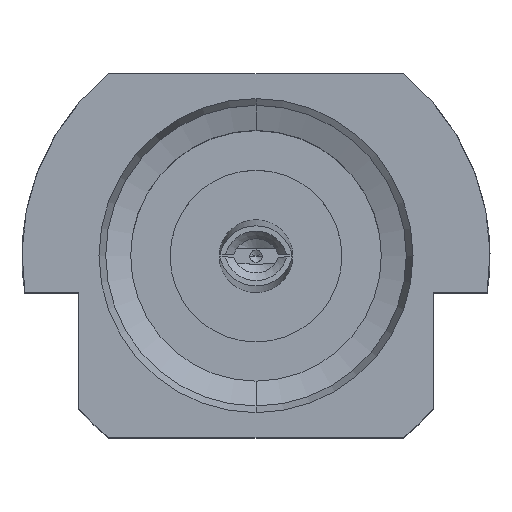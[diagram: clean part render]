
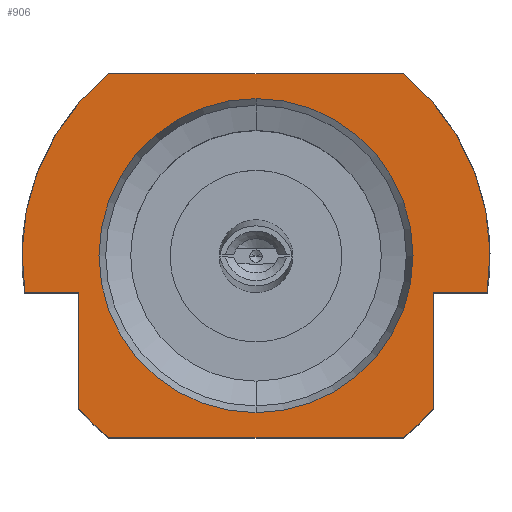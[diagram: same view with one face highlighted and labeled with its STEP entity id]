
A CAD part, top view. The second image highlights one B-rep face of the part: STEP entity #906.
In plain terms, the highlighted planar face has unit normal (0, 0, 1).
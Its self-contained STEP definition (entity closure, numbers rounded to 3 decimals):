
#1=DIRECTION('',(0.,-1.,0.));
#2=VECTOR('',#1,1.122);
#3=CARTESIAN_POINT('',(-1.702,-0.35,0.));
#4=LINE('',#3,#2);
#5=DIRECTION('',(1.,0.,0.));
#6=VECTOR('',#5,0.521);
#7=CARTESIAN_POINT('',(-2.223,-0.35,0.));
#8=LINE('',#7,#6);
#9=CARTESIAN_POINT('',(0.,0.,0.));
#10=DIRECTION('',(0.,0.,1.));
#11=DIRECTION('',(-0.629,0.778,0.));
#12=AXIS2_PLACEMENT_3D('',#9,#10,#11);
#14=DIRECTION('',(-1.,0.,0.));
#15=VECTOR('',#14,2.828);
#16=CARTESIAN_POINT('',(1.414,1.75,0.));
#17=LINE('',#16,#15);
#18=CARTESIAN_POINT('',(0.,0.,0.));
#19=DIRECTION('',(0.,0.,1.));
#20=DIRECTION('',(0.988,-0.156,0.));
#21=AXIS2_PLACEMENT_3D('',#18,#19,#20);
#23=DIRECTION('',(1.,0.,0.));
#24=VECTOR('',#23,0.521);
#25=CARTESIAN_POINT('',(1.702,-0.35,0.));
#26=LINE('',#25,#24);
#27=DIRECTION('',(0.,1.,0.));
#28=VECTOR('',#27,1.122);
#29=CARTESIAN_POINT('',(1.702,-1.472,0.));
#30=LINE('',#29,#28);
#31=CARTESIAN_POINT('',(0.,0.,0.));
#32=DIRECTION('',(0.,0.,1.));
#33=DIRECTION('',(0.629,-0.778,0.));
#34=AXIS2_PLACEMENT_3D('',#31,#32,#33);
#36=DIRECTION('',(1.,0.,0.));
#37=VECTOR('',#36,2.828);
#38=CARTESIAN_POINT('',(-1.414,-1.75,0.));
#39=LINE('',#38,#37);
#40=CARTESIAN_POINT('',(0.,0.,0.));
#41=DIRECTION('',(0.,0.,1.));
#42=DIRECTION('',(-0.756,-0.654,0.));
#43=AXIS2_PLACEMENT_3D('',#40,#41,#42);
#45=CARTESIAN_POINT('',(0.,0.,0.));
#46=DIRECTION('',(0.,0.,-1.));
#47=DIRECTION('',(0.,1.,0.));
#48=AXIS2_PLACEMENT_3D('',#45,#46,#47);
#50=CARTESIAN_POINT('',(0.,0.,0.));
#51=DIRECTION('',(0.,0.,-1.));
#52=DIRECTION('',(0.,-1.,0.));
#53=AXIS2_PLACEMENT_3D('',#50,#51,#52);
#702=CARTESIAN_POINT('',(-2.223,-0.35,0.));
#703=CARTESIAN_POINT('',(-1.702,-0.35,0.));
#704=VERTEX_POINT('',#702);
#705=VERTEX_POINT('',#703);
#706=CARTESIAN_POINT('',(-1.414,1.75,0.));
#707=VERTEX_POINT('',#706);
#708=CARTESIAN_POINT('',(1.414,1.75,0.));
#709=VERTEX_POINT('',#708);
#710=CARTESIAN_POINT('',(2.223,-0.35,0.));
#711=VERTEX_POINT('',#710);
#712=CARTESIAN_POINT('',(1.702,-0.35,0.));
#713=VERTEX_POINT('',#712);
#714=CARTESIAN_POINT('',(1.702,-1.472,0.));
#715=VERTEX_POINT('',#714);
#716=CARTESIAN_POINT('',(1.414,-1.75,0.));
#717=VERTEX_POINT('',#716);
#718=CARTESIAN_POINT('',(-1.414,-1.75,0.));
#719=VERTEX_POINT('',#718);
#720=CARTESIAN_POINT('',(-1.702,-1.472,0.));
#721=VERTEX_POINT('',#720);
#722=CARTESIAN_POINT('',(0.,-1.51,0.));
#723=CARTESIAN_POINT('',(0.,1.51,0.));
#724=VERTEX_POINT('',#722);
#725=VERTEX_POINT('',#723);
#873=CARTESIAN_POINT('',(0.,0.,0.));
#874=DIRECTION('',(0.,0.,1.));
#875=DIRECTION('',(1.,0.,0.));
#876=AXIS2_PLACEMENT_3D('',#873,#874,#875);
#877=PLANE('',#876);
#879=ORIENTED_EDGE('',*,*,#878,.F.);
#881=ORIENTED_EDGE('',*,*,#880,.F.);
#883=ORIENTED_EDGE('',*,*,#882,.F.);
#885=ORIENTED_EDGE('',*,*,#884,.F.);
#887=ORIENTED_EDGE('',*,*,#886,.F.);
#889=ORIENTED_EDGE('',*,*,#888,.F.);
#891=ORIENTED_EDGE('',*,*,#890,.F.);
#893=ORIENTED_EDGE('',*,*,#892,.F.);
#895=ORIENTED_EDGE('',*,*,#894,.F.);
#897=ORIENTED_EDGE('',*,*,#896,.F.);
#898=EDGE_LOOP('',(#879,#881,#883,#885,#887,#889,#891,#893,#895,#897));
#899=FACE_OUTER_BOUND('',#898,.F.);
#901=ORIENTED_EDGE('',*,*,#900,.F.);
#903=ORIENTED_EDGE('',*,*,#902,.F.);
#904=EDGE_LOOP('',(#901,#903));
#905=FACE_BOUND('',#904,.F.);
#906=ADVANCED_FACE('',(#899,#905),#877,.T.);
#13=CIRCLE('',#12,2.25);
#22=CIRCLE('',#21,2.25);
#35=CIRCLE('',#34,2.25);
#44=CIRCLE('',#43,2.25);
#49=CIRCLE('',#48,1.51);
#54=CIRCLE('',#53,1.51);
#878=EDGE_CURVE('',#705,#721,#4,.T.);
#880=EDGE_CURVE('',#704,#705,#8,.T.);
#882=EDGE_CURVE('',#707,#704,#13,.T.);
#884=EDGE_CURVE('',#709,#707,#17,.T.);
#886=EDGE_CURVE('',#711,#709,#22,.T.);
#888=EDGE_CURVE('',#713,#711,#26,.T.);
#890=EDGE_CURVE('',#715,#713,#30,.T.);
#892=EDGE_CURVE('',#717,#715,#35,.T.);
#894=EDGE_CURVE('',#719,#717,#39,.T.);
#896=EDGE_CURVE('',#721,#719,#44,.T.);
#900=EDGE_CURVE('',#725,#724,#49,.T.);
#902=EDGE_CURVE('',#724,#725,#54,.T.);
